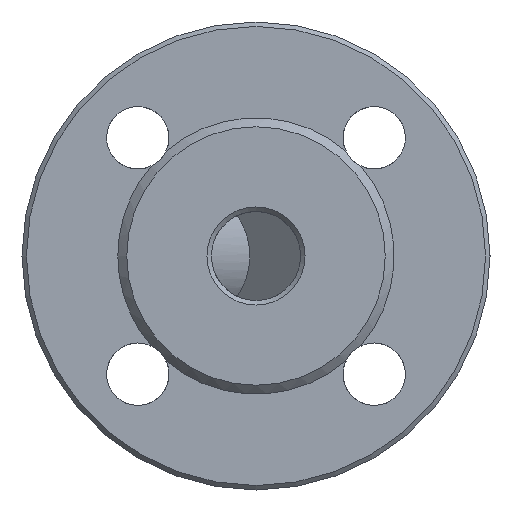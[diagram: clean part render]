
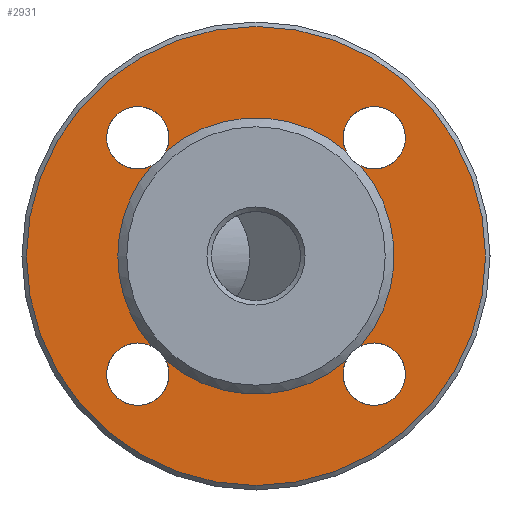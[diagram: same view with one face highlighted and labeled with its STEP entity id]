
A CAD part, left-side view. The second image highlights one B-rep face of the part: STEP entity #2931.
In plain terms, the highlighted planar face has unit normal (-1, 0, 0).
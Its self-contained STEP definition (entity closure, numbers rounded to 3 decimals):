
#65=FACE_BOUND('',#517,.T.);
#206=PLANE('',#3190);
#343=FACE_OUTER_BOUND('',#516,.T.);
#516=EDGE_LOOP('',(#2491));
#517=EDGE_LOOP('',(#2492,#2493,#2494,#2495,#2496,#2497,#2498,#2499,#2500,
#2501,#2502,#2503,#2504));
#1061=CIRCLE('',#3189,51.5);
#1062=CIRCLE('',#3191,31.);
#1063=CIRCLE('',#3192,7.);
#1064=CIRCLE('',#3193,7.);
#1065=CIRCLE('',#3194,31.);
#1066=CIRCLE('',#3195,31.);
#1067=CIRCLE('',#3196,7.);
#1068=CIRCLE('',#3197,7.);
#1069=CIRCLE('',#3198,31.);
#1070=CIRCLE('',#3199,7.);
#1071=CIRCLE('',#3200,7.);
#1072=CIRCLE('',#3201,31.);
#1073=CIRCLE('',#3202,7.);
#1074=CIRCLE('',#3203,7.);
#1339=VERTEX_POINT('',#6429);
#1340=VERTEX_POINT('',#6433);
#1341=VERTEX_POINT('',#6434);
#1342=VERTEX_POINT('',#6436);
#1343=VERTEX_POINT('',#6438);
#1344=VERTEX_POINT('',#6440);
#1345=VERTEX_POINT('',#6442);
#1346=VERTEX_POINT('',#6444);
#1347=VERTEX_POINT('',#6446);
#1348=VERTEX_POINT('',#6448);
#1349=VERTEX_POINT('',#6450);
#1350=VERTEX_POINT('',#6452);
#1351=VERTEX_POINT('',#6454);
#1352=VERTEX_POINT('',#6456);
#1731=EDGE_CURVE('',#1339,#1339,#1061,.T.);
#1732=EDGE_CURVE('',#1340,#1341,#1062,.T.);
#1733=EDGE_CURVE('',#1341,#1342,#1063,.T.);
#1734=EDGE_CURVE('',#1342,#1343,#1064,.T.);
#1735=EDGE_CURVE('',#1343,#1344,#1065,.T.);
#1736=EDGE_CURVE('',#1344,#1345,#1066,.T.);
#1737=EDGE_CURVE('',#1345,#1346,#1067,.T.);
#1738=EDGE_CURVE('',#1346,#1347,#1068,.T.);
#1739=EDGE_CURVE('',#1347,#1348,#1069,.T.);
#1740=EDGE_CURVE('',#1348,#1349,#1070,.T.);
#1741=EDGE_CURVE('',#1349,#1350,#1071,.T.);
#1742=EDGE_CURVE('',#1350,#1351,#1072,.T.);
#1743=EDGE_CURVE('',#1351,#1352,#1073,.T.);
#1744=EDGE_CURVE('',#1352,#1340,#1074,.T.);
#2491=ORIENTED_EDGE('',*,*,#1731,.T.);
#2492=ORIENTED_EDGE('',*,*,#1732,.T.);
#2493=ORIENTED_EDGE('',*,*,#1733,.T.);
#2494=ORIENTED_EDGE('',*,*,#1734,.T.);
#2495=ORIENTED_EDGE('',*,*,#1735,.T.);
#2496=ORIENTED_EDGE('',*,*,#1736,.T.);
#2497=ORIENTED_EDGE('',*,*,#1737,.T.);
#2498=ORIENTED_EDGE('',*,*,#1738,.T.);
#2499=ORIENTED_EDGE('',*,*,#1739,.T.);
#2500=ORIENTED_EDGE('',*,*,#1740,.T.);
#2501=ORIENTED_EDGE('',*,*,#1741,.T.);
#2502=ORIENTED_EDGE('',*,*,#1742,.T.);
#2503=ORIENTED_EDGE('',*,*,#1743,.T.);
#2504=ORIENTED_EDGE('',*,*,#1744,.T.);
#2931=ADVANCED_FACE('',(#343,#65),#206,.T.);
#3189=AXIS2_PLACEMENT_3D('',#6431,#3839,#3840);
#3190=AXIS2_PLACEMENT_3D('',#6432,#3841,#3842);
#3191=AXIS2_PLACEMENT_3D('',#6435,#3843,#3844);
#3192=AXIS2_PLACEMENT_3D('',#6437,#3845,#3846);
#3193=AXIS2_PLACEMENT_3D('',#6439,#3847,#3848);
#3194=AXIS2_PLACEMENT_3D('',#6441,#3849,#3850);
#3195=AXIS2_PLACEMENT_3D('',#6443,#3851,#3852);
#3196=AXIS2_PLACEMENT_3D('',#6445,#3853,#3854);
#3197=AXIS2_PLACEMENT_3D('',#6447,#3855,#3856);
#3198=AXIS2_PLACEMENT_3D('',#6449,#3857,#3858);
#3199=AXIS2_PLACEMENT_3D('',#6451,#3859,#3860);
#3200=AXIS2_PLACEMENT_3D('',#6453,#3861,#3862);
#3201=AXIS2_PLACEMENT_3D('',#6455,#3863,#3864);
#3202=AXIS2_PLACEMENT_3D('',#6457,#3865,#3866);
#3203=AXIS2_PLACEMENT_3D('',#6458,#3867,#3868);
#3839=DIRECTION('center_axis',(-1.,0.,0.));
#3840=DIRECTION('ref_axis',(0.,0.,-1.));
#3841=DIRECTION('center_axis',(-1.,0.,0.));
#3842=DIRECTION('ref_axis',(0.,0.,1.));
#3843=DIRECTION('center_axis',(1.,0.,0.));
#3844=DIRECTION('ref_axis',(0.,-1.,0.));
#3845=DIRECTION('center_axis',(1.,0.,0.));
#3846=DIRECTION('ref_axis',(0.,0.,-1.));
#3847=DIRECTION('center_axis',(1.,0.,0.));
#3848=DIRECTION('ref_axis',(0.,0.,-1.));
#3849=DIRECTION('center_axis',(1.,0.,0.));
#3850=DIRECTION('ref_axis',(0.,-1.,0.));
#3851=DIRECTION('center_axis',(1.,0.,0.));
#3852=DIRECTION('ref_axis',(0.,-1.,0.));
#3853=DIRECTION('center_axis',(1.,0.,0.));
#3854=DIRECTION('ref_axis',(0.,0.,-1.));
#3855=DIRECTION('center_axis',(1.,0.,0.));
#3856=DIRECTION('ref_axis',(0.,0.,-1.));
#3857=DIRECTION('center_axis',(1.,0.,0.));
#3858=DIRECTION('ref_axis',(0.,-1.,0.));
#3859=DIRECTION('center_axis',(1.,0.,0.));
#3860=DIRECTION('ref_axis',(0.,0.,-1.));
#3861=DIRECTION('center_axis',(1.,0.,0.));
#3862=DIRECTION('ref_axis',(0.,0.,-1.));
#3863=DIRECTION('center_axis',(1.,0.,0.));
#3864=DIRECTION('ref_axis',(0.,-1.,0.));
#3865=DIRECTION('center_axis',(1.,0.,0.));
#3866=DIRECTION('ref_axis',(0.,0.,-1.));
#3867=DIRECTION('center_axis',(1.,0.,0.));
#3868=DIRECTION('ref_axis',(0.,0.,-1.));
#6429=CARTESIAN_POINT('',(-146.,0.,51.5));
#6431=CARTESIAN_POINT('Origin',(-146.,0.,0.));
#6432=CARTESIAN_POINT('Origin',(-146.,0.,0.));
#6433=CARTESIAN_POINT('',(-146.,-20.188,-23.526));
#6434=CARTESIAN_POINT('',(-146.,20.188,-23.526));
#6435=CARTESIAN_POINT('Origin',(-146.,0.,0.));
#6436=CARTESIAN_POINT('',(-146.,26.517,-19.517));
#6437=CARTESIAN_POINT('Origin',(-146.,26.517,-26.517));
#6438=CARTESIAN_POINT('',(-146.,23.526,-20.188));
#6439=CARTESIAN_POINT('Origin',(-146.,26.517,-26.517));
#6440=CARTESIAN_POINT('',(-146.,31.,0.));
#6441=CARTESIAN_POINT('Origin',(-146.,0.,0.));
#6442=CARTESIAN_POINT('',(-146.,23.526,20.188));
#6443=CARTESIAN_POINT('Origin',(-146.,0.,0.));
#6444=CARTESIAN_POINT('',(-146.,26.517,33.517));
#6445=CARTESIAN_POINT('Origin',(-146.,26.517,26.517));
#6446=CARTESIAN_POINT('',(-146.,20.188,23.526));
#6447=CARTESIAN_POINT('Origin',(-146.,26.517,26.517));
#6448=CARTESIAN_POINT('',(-146.,-20.188,23.526));
#6449=CARTESIAN_POINT('Origin',(-146.,0.,0.));
#6450=CARTESIAN_POINT('',(-146.,-26.517,33.517));
#6451=CARTESIAN_POINT('Origin',(-146.,-26.517,26.517));
#6452=CARTESIAN_POINT('',(-146.,-23.526,20.188));
#6453=CARTESIAN_POINT('Origin',(-146.,-26.517,26.517));
#6454=CARTESIAN_POINT('',(-146.,-23.526,-20.188));
#6455=CARTESIAN_POINT('Origin',(-146.,0.,0.));
#6456=CARTESIAN_POINT('',(-146.,-26.517,-19.517));
#6457=CARTESIAN_POINT('Origin',(-146.,-26.517,-26.517));
#6458=CARTESIAN_POINT('Origin',(-146.,-26.517,-26.517));
